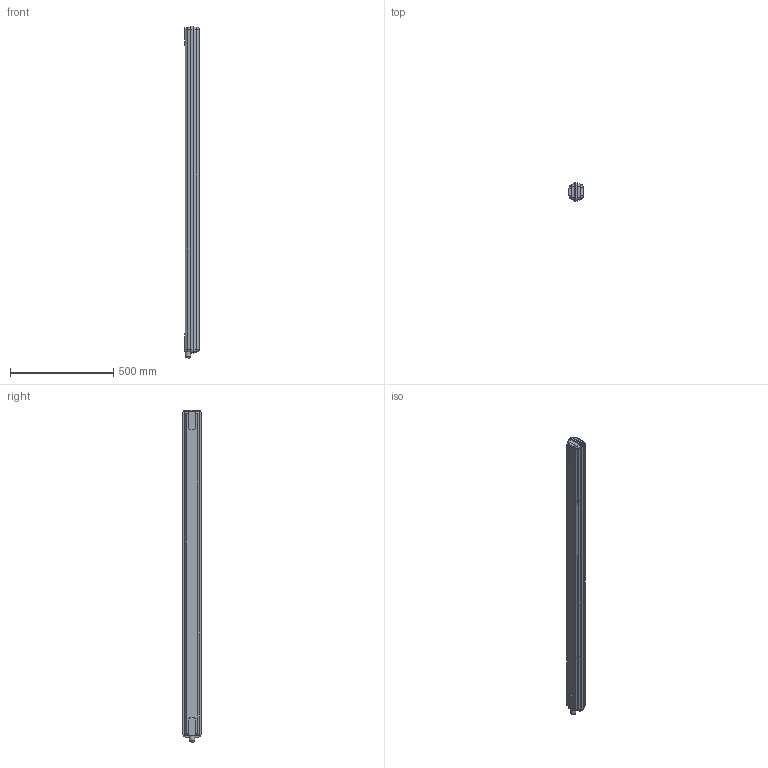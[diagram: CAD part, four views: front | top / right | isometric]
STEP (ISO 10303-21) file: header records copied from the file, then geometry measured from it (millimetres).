
FILE_DESCRIPTION (( 'STEP AP214' ), '1' );
FILE_NAME ('DP_HOUSING_G3_2-1500.STEP', '2023-08-25T12:29:43', ( '' ), ( '' ), 'SwSTEP 2.0', 'SolidWorks 2022', '' );
FILE_SCHEMA (( 'AUTOMOTIVE_DESIGN' ));
Length unit declared in the file: millimetre
Products named in the file (1): DP_HOUSING_G3_2-1500
Bounding box: 71 x 88.87 x 1607.19 mm (x, y, z)
Volume: 810550.2 mm3; surface area: 937733.7 mm2
Topology: 3 solids, 3 shells, 147 faces, 411 edges, 276 vertices
Faces by surface type: plane 60, bspline 58, cylinder 29
Full cylindrical faces by diameter (mm): 19.512 x1
Entity records: 12278 total; most frequent: CARTESIAN_POINT 7460, ORIENTED_EDGE 810, DIRECTION 406, EDGE_CURVE 405, VERTEX_POINT 274, LINE 176, VECTOR 176, EDGE_LOOP 159
